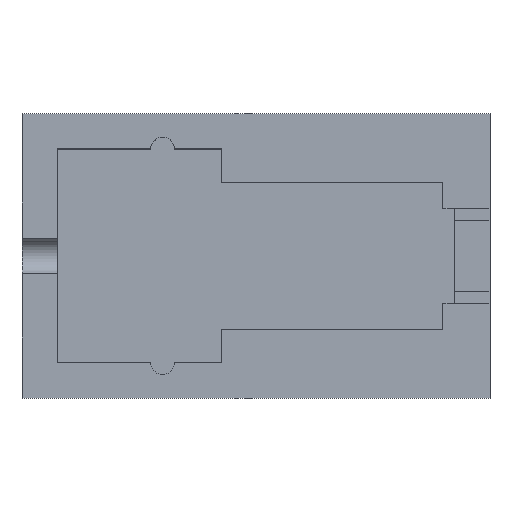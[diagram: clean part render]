
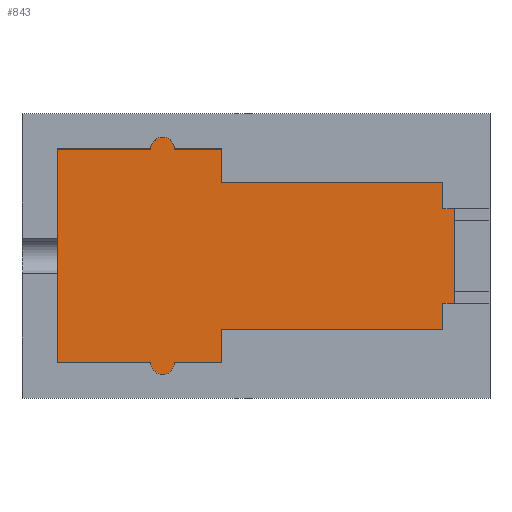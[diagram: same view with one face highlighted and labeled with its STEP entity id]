
A CAD part, top view. The second image highlights one B-rep face of the part: STEP entity #843.
In plain terms, the highlighted planar face has unit normal (0, 0, 1).
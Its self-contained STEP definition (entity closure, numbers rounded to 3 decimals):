
#343 = EDGE_CURVE('',#344,#346,#348,.T.);
#344 = VERTEX_POINT('',#345);
#345 = CARTESIAN_POINT('',(43.632,24.345,0.));
#346 = VERTEX_POINT('',#347);
#347 = CARTESIAN_POINT('',(43.632,16.34,0.));
#348 = LINE('',#349,#350);
#349 = CARTESIAN_POINT('',(43.632,24.345,0.));
#350 = VECTOR('',#351,1.);
#351 = DIRECTION('',(0.,-1.,0.));
#431 = EDGE_CURVE('',#432,#344,#434,.T.);
#432 = VERTEX_POINT('',#433);
#433 = CARTESIAN_POINT('',(42.632,24.345,0.));
#434 = LINE('',#435,#436);
#435 = CARTESIAN_POINT('',(42.632,24.345,0.));
#436 = VECTOR('',#437,1.);
#437 = DIRECTION('',(1.,0.,0.));
#455 = EDGE_CURVE('',#456,#432,#458,.T.);
#456 = VERTEX_POINT('',#457);
#457 = CARTESIAN_POINT('',(42.632,26.543,0.));
#458 = LINE('',#459,#460);
#459 = CARTESIAN_POINT('',(42.632,26.543,0.));
#460 = VECTOR('',#461,1.);
#461 = DIRECTION('',(0.,-1.,0.));
#479 = EDGE_CURVE('',#480,#456,#482,.T.);
#480 = VERTEX_POINT('',#481);
#481 = CARTESIAN_POINT('',(23.932,26.543,0.));
#482 = LINE('',#483,#484);
#483 = CARTESIAN_POINT('',(23.932,26.543,0.));
#484 = VECTOR('',#485,1.);
#485 = DIRECTION('',(1.,0.,0.));
#503 = EDGE_CURVE('',#504,#480,#506,.T.);
#504 = VERTEX_POINT('',#505);
#505 = CARTESIAN_POINT('',(23.932,29.393,0.));
#506 = LINE('',#507,#508);
#507 = CARTESIAN_POINT('',(23.932,29.393,0.));
#508 = VECTOR('',#509,1.);
#509 = DIRECTION('',(0.,-1.,0.));
#527 = EDGE_CURVE('',#528,#504,#530,.T.);
#528 = VERTEX_POINT('',#529);
#529 = CARTESIAN_POINT('',(19.932,29.393,0.));
#530 = LINE('',#531,#532);
#531 = CARTESIAN_POINT('',(10.032,29.393,0.));
#532 = VECTOR('',#533,1.);
#533 = DIRECTION('',(1.,0.,0.));
#553 = EDGE_CURVE('',#528,#554,#556,.T.);
#554 = VERTEX_POINT('',#555);
#555 = CARTESIAN_POINT('',(17.932,29.393,0.));
#556 = CIRCLE('',#557,1.);
#557 = AXIS2_PLACEMENT_3D('',#558,#559,#560);
#558 = CARTESIAN_POINT('',(18.932,29.393,0.));
#559 = DIRECTION('',(0.,0.,1.));
#560 = DIRECTION('',(1.,0.,0.));
#576 = EDGE_CURVE('',#577,#554,#579,.T.);
#577 = VERTEX_POINT('',#578);
#578 = CARTESIAN_POINT('',(10.032,29.393,0.));
#579 = LINE('',#580,#581);
#580 = CARTESIAN_POINT('',(10.032,29.393,0.));
#581 = VECTOR('',#582,1.);
#582 = DIRECTION('',(1.,0.,0.));
#600 = EDGE_CURVE('',#601,#577,#603,.T.);
#601 = VERTEX_POINT('',#602);
#602 = CARTESIAN_POINT('',(10.032,11.293,0.));
#603 = LINE('',#604,#605);
#604 = CARTESIAN_POINT('',(10.032,21.943,0.));
#605 = VECTOR('',#606,1.);
#606 = DIRECTION('',(0.,1.,0.));
#843 = ADVANCED_FACE('',(#844),#910,.T.);
#844 = FACE_BOUND('',#845,.T.);
#845 = EDGE_LOOP('',(#846,#854,#863,#871,#879,#887,#895,#901,#902,#903,
    #904,#905,#906,#907,#908,#909));
#846 = ORIENTED_EDGE('',*,*,#847,.F.);
#847 = EDGE_CURVE('',#848,#601,#850,.T.);
#848 = VERTEX_POINT('',#849);
#849 = CARTESIAN_POINT('',(17.932,11.293,0.));
#850 = LINE('',#851,#852);
#851 = CARTESIAN_POINT('',(23.932,11.293,0.));
#852 = VECTOR('',#853,1.);
#853 = DIRECTION('',(-1.,0.,0.));
#854 = ORIENTED_EDGE('',*,*,#855,.T.);
#855 = EDGE_CURVE('',#848,#856,#858,.T.);
#856 = VERTEX_POINT('',#857);
#857 = CARTESIAN_POINT('',(19.932,11.293,0.));
#858 = CIRCLE('',#859,1.);
#859 = AXIS2_PLACEMENT_3D('',#860,#861,#862);
#860 = CARTESIAN_POINT('',(18.932,11.293,0.));
#861 = DIRECTION('',(0.,0.,1.));
#862 = DIRECTION('',(1.,0.,0.));
#863 = ORIENTED_EDGE('',*,*,#864,.F.);
#864 = EDGE_CURVE('',#865,#856,#867,.T.);
#865 = VERTEX_POINT('',#866);
#866 = CARTESIAN_POINT('',(23.932,11.293,0.));
#867 = LINE('',#868,#869);
#868 = CARTESIAN_POINT('',(23.932,11.293,0.));
#869 = VECTOR('',#870,1.);
#870 = DIRECTION('',(-1.,0.,0.));
#871 = ORIENTED_EDGE('',*,*,#872,.F.);
#872 = EDGE_CURVE('',#873,#865,#875,.T.);
#873 = VERTEX_POINT('',#874);
#874 = CARTESIAN_POINT('',(23.932,14.143,0.));
#875 = LINE('',#876,#877);
#876 = CARTESIAN_POINT('',(23.932,14.143,0.));
#877 = VECTOR('',#878,1.);
#878 = DIRECTION('',(0.,-1.,0.));
#879 = ORIENTED_EDGE('',*,*,#880,.F.);
#880 = EDGE_CURVE('',#881,#873,#883,.T.);
#881 = VERTEX_POINT('',#882);
#882 = CARTESIAN_POINT('',(42.632,14.143,0.));
#883 = LINE('',#884,#885);
#884 = CARTESIAN_POINT('',(42.632,14.143,0.));
#885 = VECTOR('',#886,1.);
#886 = DIRECTION('',(-1.,0.,0.));
#887 = ORIENTED_EDGE('',*,*,#888,.F.);
#888 = EDGE_CURVE('',#889,#881,#891,.T.);
#889 = VERTEX_POINT('',#890);
#890 = CARTESIAN_POINT('',(42.632,16.34,0.));
#891 = LINE('',#892,#893);
#892 = CARTESIAN_POINT('',(42.632,16.34,0.));
#893 = VECTOR('',#894,1.);
#894 = DIRECTION('',(0.,-1.,0.));
#895 = ORIENTED_EDGE('',*,*,#896,.F.);
#896 = EDGE_CURVE('',#346,#889,#897,.T.);
#897 = LINE('',#898,#899);
#898 = CARTESIAN_POINT('',(43.632,16.34,0.));
#899 = VECTOR('',#900,1.);
#900 = DIRECTION('',(-1.,0.,0.));
#901 = ORIENTED_EDGE('',*,*,#343,.F.);
#902 = ORIENTED_EDGE('',*,*,#431,.F.);
#903 = ORIENTED_EDGE('',*,*,#455,.F.);
#904 = ORIENTED_EDGE('',*,*,#479,.F.);
#905 = ORIENTED_EDGE('',*,*,#503,.F.);
#906 = ORIENTED_EDGE('',*,*,#527,.F.);
#907 = ORIENTED_EDGE('',*,*,#553,.T.);
#908 = ORIENTED_EDGE('',*,*,#576,.F.);
#909 = ORIENTED_EDGE('',*,*,#600,.F.);
#910 = PLANE('',#911);
#911 = AXIS2_PLACEMENT_3D('',#912,#913,#914);
#912 = CARTESIAN_POINT('',(26.832,20.343,0.));
#913 = DIRECTION('',(0.,0.,1.));
#914 = DIRECTION('',(1.,0.,0.));
